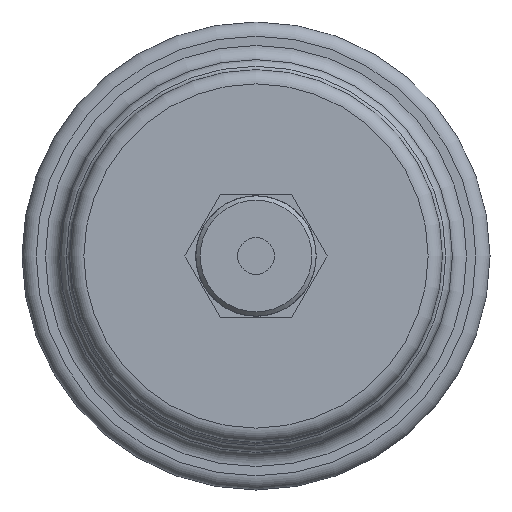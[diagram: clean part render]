
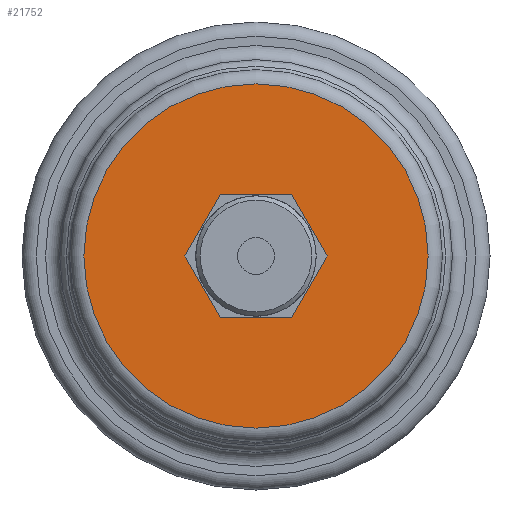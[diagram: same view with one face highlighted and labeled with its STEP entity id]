
A CAD part, front view. The second image highlights one B-rep face of the part: STEP entity #21752.
In plain terms, the highlighted planar face has unit normal (0, -1, 0).
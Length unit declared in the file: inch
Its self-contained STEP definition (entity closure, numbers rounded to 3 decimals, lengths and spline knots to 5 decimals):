
#157 = CIRCLE ( 'NONE', #23995, 1.21 ) ;
#238 = EDGE_CURVE ( 'NONE', #33529, #26110, #8308, .T. ) ;
#1107 = LINE ( 'NONE', #22771, #29047 ) ;
#2176 = VERTEX_POINT ( 'NONE', #26538 ) ;
#2275 = DIRECTION ( 'NONE',  ( 0.5, 0., -0.866 ) ) ;
#2349 = CARTESIAN_POINT ( 'NONE',  ( 0.25014, 0., -0.43325 ) ) ;
#2948 = DIRECTION ( 'NONE',  ( -0.5, 0., -0.866 ) ) ;
#3303 = LINE ( 'NONE', #14118, #34807 ) ;
#3553 = DIRECTION ( 'NONE',  ( 0., 0., -1. ) ) ;
#4321 = DIRECTION ( 'NONE',  ( 0.5, 0., 0.866 ) ) ;
#4513 = CARTESIAN_POINT ( 'NONE',  ( 0.25014, 0., -0.43325 ) ) ;
#4974 = EDGE_CURVE ( 'NONE', #8435, #8435, #157, .T. ) ;
#5272 = VECTOR ( 'NONE', #30325, 39.37008 ) ;
#5744 = ORIENTED_EDGE ( 'NONE', *, *, #12421, .F. ) ;
#7123 = EDGE_CURVE ( 'NONE', #26110, #30041, #31669, .T. ) ;
#8308 = LINE ( 'NONE', #35127, #34440 ) ;
#8435 = VERTEX_POINT ( 'NONE', #32931 ) ;
#9260 = DIRECTION ( 'NONE',  ( -1., 0., 0. ) ) ;
#10827 = DIRECTION ( 'NONE',  ( 0., -1., 0. ) ) ;
#12421 = EDGE_CURVE ( 'NONE', #27089, #13473, #1107, .T. ) ;
#13473 = VERTEX_POINT ( 'NONE', #17520 ) ;
#14118 = CARTESIAN_POINT ( 'NONE',  ( -0.25014, 0., 0.43325 ) ) ;
#16590 = AXIS2_PLACEMENT_3D ( 'NONE', #19538, #24866, #3553 ) ;
#17520 = CARTESIAN_POINT ( 'NONE',  ( -0.25014, 0., 0.43325 ) ) ;
#18263 = ORIENTED_EDGE ( 'NONE', *, *, #238, .F. ) ;
#18437 = LINE ( 'NONE', #34240, #25487 ) ;
#18965 = CARTESIAN_POINT ( 'NONE',  ( 0.50027, 0., 0. ) ) ;
#19205 = ORIENTED_EDGE ( 'NONE', *, *, #4974, .T. ) ;
#19482 = LINE ( 'NONE', #18965, #5272 ) ;
#19538 = CARTESIAN_POINT ( 'NONE',  ( 1.31, 0., 0. ) ) ;
#21259 = ORIENTED_EDGE ( 'NONE', *, *, #7123, .F. ) ;
#21752 = ADVANCED_FACE ( 'NONE', ( #22048, #33377 ), #25032, .T. ) ;
#22048 = FACE_OUTER_BOUND ( 'NONE', #29573, .T. ) ;
#22251 = VECTOR ( 'NONE', #4321, 39.37008 ) ;
#22771 = CARTESIAN_POINT ( 'NONE',  ( 0.25014, 0., 0.43325 ) ) ;
#23333 = EDGE_CURVE ( 'NONE', #13473, #2176, #3303, .T. ) ;
#23995 = AXIS2_PLACEMENT_3D ( 'NONE', #29343, #10827, #32168 ) ;
#24846 = ORIENTED_EDGE ( 'NONE', *, *, #30510, .F. ) ;
#24866 = DIRECTION ( 'NONE',  ( 0., -1., 0. ) ) ;
#25032 = PLANE ( 'NONE',  #16590 ) ;
#25487 = VECTOR ( 'NONE', #2275, 39.37008 ) ;
#26110 = VERTEX_POINT ( 'NONE', #4513 ) ;
#26538 = CARTESIAN_POINT ( 'NONE',  ( -0.50027, 0., 0. ) ) ;
#27089 = VERTEX_POINT ( 'NONE', #30079 ) ;
#27735 = ORIENTED_EDGE ( 'NONE', *, *, #23333, .F. ) ;
#29047 = VECTOR ( 'NONE', #9260, 39.37008 ) ;
#29292 = CARTESIAN_POINT ( 'NONE',  ( -0.25014, 0., -0.43325 ) ) ;
#29343 = CARTESIAN_POINT ( 'NONE',  ( 0., 0., 0. ) ) ;
#29573 = EDGE_LOOP ( 'NONE', ( #19205 ) ) ;
#29977 = DIRECTION ( 'NONE',  ( 1., 0., 0. ) ) ;
#30041 = VERTEX_POINT ( 'NONE', #32535 ) ;
#30079 = CARTESIAN_POINT ( 'NONE',  ( 0.25014, 0., 0.43325 ) ) ;
#30325 = DIRECTION ( 'NONE',  ( -0.5, 0., 0.866 ) ) ;
#30510 = EDGE_CURVE ( 'NONE', #2176, #33529, #18437, .T. ) ;
#31669 = LINE ( 'NONE', #2349, #22251 ) ;
#32168 = DIRECTION ( 'NONE',  ( 0., 0., -1. ) ) ;
#32535 = CARTESIAN_POINT ( 'NONE',  ( 0.50027, 0., 0. ) ) ;
#32931 = CARTESIAN_POINT ( 'NONE',  ( 0., 0., -1.21 ) ) ;
#33310 = ORIENTED_EDGE ( 'NONE', *, *, #34654, .F. ) ;
#33330 = EDGE_LOOP ( 'NONE', ( #24846, #27735, #5744, #33310, #21259, #18263 ) ) ;
#33377 = FACE_BOUND ( 'NONE', #33330, .T. ) ;
#33529 = VERTEX_POINT ( 'NONE', #29292 ) ;
#34240 = CARTESIAN_POINT ( 'NONE',  ( -0.50027, 0., 0. ) ) ;
#34440 = VECTOR ( 'NONE', #29977, 39.37008 ) ;
#34654 = EDGE_CURVE ( 'NONE', #30041, #27089, #19482, .T. ) ;
#34807 = VECTOR ( 'NONE', #2948, 39.37008 ) ;
#35127 = CARTESIAN_POINT ( 'NONE',  ( -0.25014, 0., -0.43325 ) ) ;
